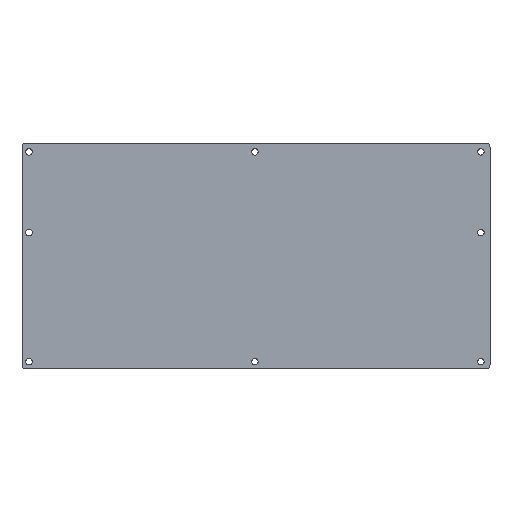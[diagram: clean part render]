
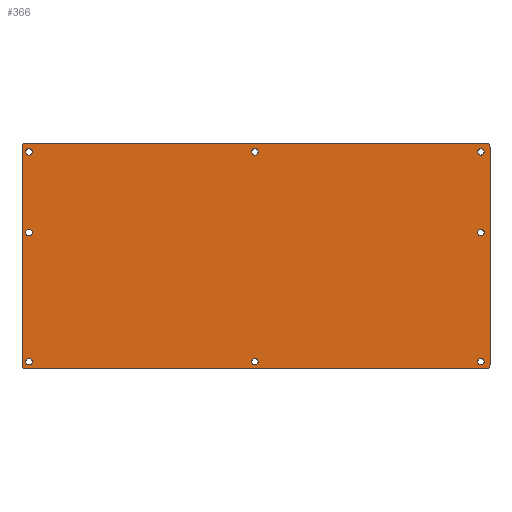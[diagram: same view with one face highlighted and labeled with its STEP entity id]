
A CAD part, front view. The second image highlights one B-rep face of the part: STEP entity #366.
In plain terms, the highlighted planar face has unit normal (0, -1, 0).
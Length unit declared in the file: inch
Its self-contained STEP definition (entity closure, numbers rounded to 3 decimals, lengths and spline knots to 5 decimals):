
#23=FACE_BOUND('',#81,.T.);
#24=FACE_BOUND('',#82,.T.);
#25=FACE_BOUND('',#83,.T.);
#26=FACE_BOUND('',#84,.T.);
#27=FACE_BOUND('',#85,.T.);
#28=FACE_BOUND('',#86,.T.);
#29=FACE_BOUND('',#87,.T.);
#30=FACE_BOUND('',#88,.T.);
#36=PLANE('',#430);
#54=FACE_OUTER_BOUND('',#80,.T.);
#80=EDGE_LOOP('',(#321,#322,#323,#324,#325,#326,#327,#328));
#81=EDGE_LOOP('',(#329));
#82=EDGE_LOOP('',(#330));
#83=EDGE_LOOP('',(#331));
#84=EDGE_LOOP('',(#332));
#85=EDGE_LOOP('',(#333));
#86=EDGE_LOOP('',(#334));
#87=EDGE_LOOP('',(#335));
#88=EDGE_LOOP('',(#336));
#93=LINE('',#556,#117);
#99=LINE('',#592,#123);
#102=LINE('',#600,#126);
#112=LINE('',#638,#136);
#117=VECTOR('',#445,0.3937);
#123=VECTOR('',#481,0.3937);
#126=VECTOR('',#490,0.3937);
#136=VECTOR('',#538,0.3937);
#138=CIRCLE('',#391,0.125);
#150=CIRCLE('',#406,0.125);
#151=CIRCLE('',#409,0.125);
#152=CIRCLE('',#412,0.125);
#153=CIRCLE('',#414,0.1);
#154=CIRCLE('',#416,0.1);
#155=CIRCLE('',#418,0.1);
#156=CIRCLE('',#420,0.1);
#157=CIRCLE('',#422,0.1);
#158=CIRCLE('',#424,0.1);
#159=CIRCLE('',#426,0.1);
#160=CIRCLE('',#428,0.1);
#163=VERTEX_POINT('',#546);
#164=VERTEX_POINT('',#548);
#166=VERTEX_POINT('',#554);
#180=VERTEX_POINT('',#586);
#181=VERTEX_POINT('',#590);
#182=VERTEX_POINT('',#594);
#183=VERTEX_POINT('',#598);
#184=VERTEX_POINT('',#602);
#185=VERTEX_POINT('',#606);
#186=VERTEX_POINT('',#610);
#187=VERTEX_POINT('',#614);
#188=VERTEX_POINT('',#618);
#189=VERTEX_POINT('',#622);
#190=VERTEX_POINT('',#626);
#191=VERTEX_POINT('',#630);
#192=VERTEX_POINT('',#634);
#195=EDGE_CURVE('',#163,#164,#138,.T.);
#199=EDGE_CURVE('',#166,#163,#93,.T.);
#215=EDGE_CURVE('',#180,#166,#150,.T.);
#217=EDGE_CURVE('',#181,#180,#99,.T.);
#219=EDGE_CURVE('',#182,#181,#151,.T.);
#221=EDGE_CURVE('',#183,#182,#102,.T.);
#223=EDGE_CURVE('',#184,#183,#152,.T.);
#225=EDGE_CURVE('',#185,#185,#153,.T.);
#227=EDGE_CURVE('',#186,#186,#154,.T.);
#229=EDGE_CURVE('',#187,#187,#155,.T.);
#231=EDGE_CURVE('',#188,#188,#156,.T.);
#233=EDGE_CURVE('',#189,#189,#157,.T.);
#235=EDGE_CURVE('',#190,#190,#158,.T.);
#237=EDGE_CURVE('',#191,#191,#159,.T.);
#239=EDGE_CURVE('',#192,#192,#160,.T.);
#240=EDGE_CURVE('',#164,#184,#112,.T.);
#321=ORIENTED_EDGE('',*,*,#195,.F.);
#322=ORIENTED_EDGE('',*,*,#199,.F.);
#323=ORIENTED_EDGE('',*,*,#215,.F.);
#324=ORIENTED_EDGE('',*,*,#217,.F.);
#325=ORIENTED_EDGE('',*,*,#219,.F.);
#326=ORIENTED_EDGE('',*,*,#221,.F.);
#327=ORIENTED_EDGE('',*,*,#223,.F.);
#328=ORIENTED_EDGE('',*,*,#240,.F.);
#329=ORIENTED_EDGE('',*,*,#225,.T.);
#330=ORIENTED_EDGE('',*,*,#227,.T.);
#331=ORIENTED_EDGE('',*,*,#229,.T.);
#332=ORIENTED_EDGE('',*,*,#231,.T.);
#333=ORIENTED_EDGE('',*,*,#233,.T.);
#334=ORIENTED_EDGE('',*,*,#235,.T.);
#335=ORIENTED_EDGE('',*,*,#237,.T.);
#336=ORIENTED_EDGE('',*,*,#239,.T.);
#366=ADVANCED_FACE('',(#54,#23,#24,#25,#26,#27,#28,#29,#30),#36,.F.);
#391=AXIS2_PLACEMENT_3D('',#549,#438,#439);
#406=AXIS2_PLACEMENT_3D('',#588,#476,#477);
#409=AXIS2_PLACEMENT_3D('',#596,#485,#486);
#412=AXIS2_PLACEMENT_3D('',#604,#494,#495);
#414=AXIS2_PLACEMENT_3D('',#608,#499,#500);
#416=AXIS2_PLACEMENT_3D('',#612,#504,#505);
#418=AXIS2_PLACEMENT_3D('',#616,#509,#510);
#420=AXIS2_PLACEMENT_3D('',#620,#514,#515);
#422=AXIS2_PLACEMENT_3D('',#624,#519,#520);
#424=AXIS2_PLACEMENT_3D('',#628,#524,#525);
#426=AXIS2_PLACEMENT_3D('',#632,#529,#530);
#428=AXIS2_PLACEMENT_3D('',#636,#534,#535);
#430=AXIS2_PLACEMENT_3D('',#639,#539,#540);
#438=DIRECTION('center_axis',(0.,1.,0.));
#439=DIRECTION('ref_axis',(-0.707,0.,0.707));
#445=DIRECTION('',(0.,0.,1.));
#476=DIRECTION('center_axis',(0.,1.,0.));
#477=DIRECTION('ref_axis',(-0.707,0.,-0.707));
#481=DIRECTION('',(-1.,0.,0.));
#485=DIRECTION('center_axis',(0.,1.,0.));
#486=DIRECTION('ref_axis',(0.707,0.,-0.707));
#490=DIRECTION('',(0.,0.,-1.));
#494=DIRECTION('center_axis',(0.,1.,0.));
#495=DIRECTION('ref_axis',(0.707,0.,0.707));
#499=DIRECTION('center_axis',(0.,1.,0.));
#500=DIRECTION('ref_axis',(1.,0.,0.));
#504=DIRECTION('center_axis',(0.,1.,0.));
#505=DIRECTION('ref_axis',(1.,0.,0.));
#509=DIRECTION('center_axis',(0.,1.,0.));
#510=DIRECTION('ref_axis',(1.,0.,0.));
#514=DIRECTION('center_axis',(0.,1.,0.));
#515=DIRECTION('ref_axis',(1.,0.,0.));
#519=DIRECTION('center_axis',(0.,1.,0.));
#520=DIRECTION('ref_axis',(1.,0.,0.));
#524=DIRECTION('center_axis',(0.,1.,0.));
#525=DIRECTION('ref_axis',(1.,0.,0.));
#529=DIRECTION('center_axis',(0.,1.,0.));
#530=DIRECTION('ref_axis',(1.,0.,0.));
#534=DIRECTION('center_axis',(0.,1.,0.));
#535=DIRECTION('ref_axis',(1.,0.,0.));
#538=DIRECTION('',(1.,0.,0.));
#539=DIRECTION('center_axis',(0.,1.,0.));
#540=DIRECTION('ref_axis',(0.,0.,1.));
#546=CARTESIAN_POINT('',(-7.25,0.,3.875));
#548=CARTESIAN_POINT('',(-7.125,0.,4.));
#549=CARTESIAN_POINT('Origin',(-7.125,0.,3.875));
#554=CARTESIAN_POINT('',(-7.25,0.,-2.875));
#556=CARTESIAN_POINT('',(-7.25,0.,-3.));
#586=CARTESIAN_POINT('',(-7.125,0.,-3.));
#588=CARTESIAN_POINT('Origin',(-7.125,0.,-2.875));
#590=CARTESIAN_POINT('',(7.125,0.,-3.));
#592=CARTESIAN_POINT('',(7.25,0.,-3.));
#594=CARTESIAN_POINT('',(7.25,0.,-2.875));
#596=CARTESIAN_POINT('Origin',(7.125,0.,-2.875));
#598=CARTESIAN_POINT('',(7.25,0.,3.875));
#600=CARTESIAN_POINT('',(7.25,0.,4.));
#602=CARTESIAN_POINT('',(7.125,0.,4.));
#604=CARTESIAN_POINT('Origin',(7.125,0.,3.875));
#606=CARTESIAN_POINT('',(-7.13394,0.,3.72625));
#608=CARTESIAN_POINT('Origin',(-7.03394,0.,3.72625));
#610=CARTESIAN_POINT('',(6.86606,0.,1.22625));
#612=CARTESIAN_POINT('Origin',(6.96606,0.,1.22625));
#614=CARTESIAN_POINT('',(6.86606,0.,3.72625));
#616=CARTESIAN_POINT('Origin',(6.96606,0.,3.72625));
#618=CARTESIAN_POINT('',(-7.13394,0.,1.22625));
#620=CARTESIAN_POINT('Origin',(-7.03394,0.,1.22625));
#622=CARTESIAN_POINT('',(-0.13394,0.,3.72625));
#624=CARTESIAN_POINT('Origin',(-0.03394,0.,3.72625));
#626=CARTESIAN_POINT('',(6.86606,0.,-2.77375));
#628=CARTESIAN_POINT('Origin',(6.96606,0.,-2.77375));
#630=CARTESIAN_POINT('',(-0.13394,0.,-2.77375));
#632=CARTESIAN_POINT('Origin',(-0.03394,0.,-2.77375));
#634=CARTESIAN_POINT('',(-7.13394,0.,-2.77375));
#636=CARTESIAN_POINT('Origin',(-7.03394,0.,-2.77375));
#638=CARTESIAN_POINT('',(-7.25,0.,4.));
#639=CARTESIAN_POINT('Origin',(0.,0.,0.5));
